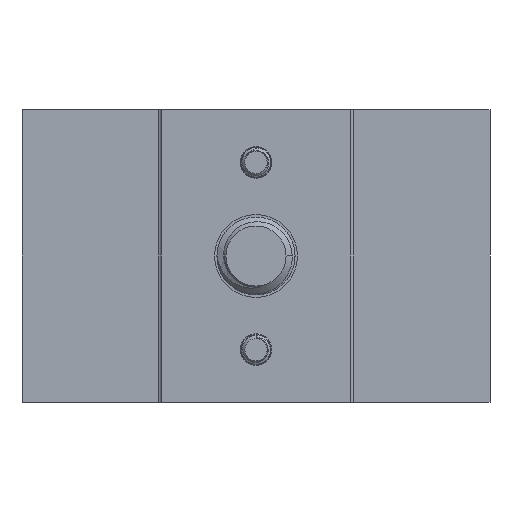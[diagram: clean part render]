
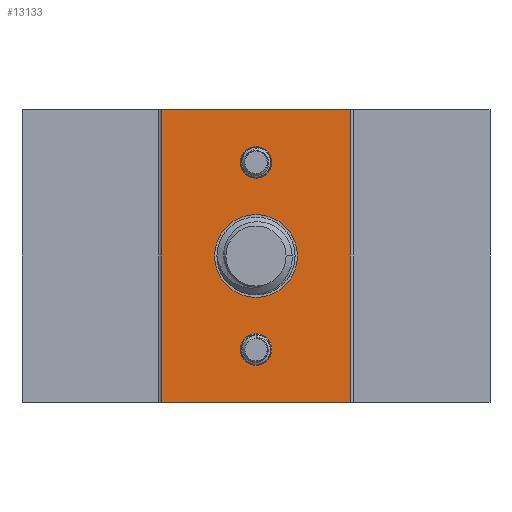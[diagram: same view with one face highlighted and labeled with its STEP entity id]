
A CAD part, front view. The second image highlights one B-rep face of the part: STEP entity #13133.
In plain terms, the highlighted planar face has unit normal (0, -1, 0).
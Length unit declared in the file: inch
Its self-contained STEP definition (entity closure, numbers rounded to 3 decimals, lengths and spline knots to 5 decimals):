
#122 = EDGE_CURVE ( 'NONE', #11611, #12555, #207, .T. ) ;
#207 = LINE ( 'NONE', #8153, #407 ) ;
#407 = VECTOR ( 'NONE', #8113, 39.37008 ) ;
#416 = VERTEX_POINT ( 'NONE', #12426 ) ;
#710 = CARTESIAN_POINT ( 'NONE',  ( 0., -1.5, 0.6 ) ) ;
#731 = VERTEX_POINT ( 'NONE', #2412 ) ;
#822 = DIRECTION ( 'NONE',  ( 0., -1., 0. ) ) ;
#1086 = VERTEX_POINT ( 'NONE', #4664 ) ;
#1254 = CARTESIAN_POINT ( 'NONE',  ( 0., -1.5, -0.6 ) ) ;
#1273 = VERTEX_POINT ( 'NONE', #12599 ) ;
#1369 = DIRECTION ( 'NONE',  ( 0., 0., -1. ) ) ;
#1830 = EDGE_CURVE ( 'NONE', #1086, #10057, #7101, .T. ) ;
#1866 = DIRECTION ( 'NONE',  ( 0., 0., 1. ) ) ;
#1918 = LINE ( 'NONE', #12347, #12034 ) ;
#2031 = AXIS2_PLACEMENT_3D ( 'NONE', #8878, #2457, #9983 ) ;
#2107 = LINE ( 'NONE', #6549, #8115 ) ;
#2248 = FACE_BOUND ( 'NONE', #6795, .T. ) ;
#2326 = CARTESIAN_POINT ( 'NONE',  ( 0., -1.5, 0.4985 ) ) ;
#2366 = DIRECTION ( 'NONE',  ( 0., 0., 1. ) ) ;
#2388 = DIRECTION ( 'NONE',  ( 0., -1., 0. ) ) ;
#2412 = CARTESIAN_POINT ( 'NONE',  ( 0.6075, -1.5, 0.9375 ) ) ;
#2438 = CARTESIAN_POINT ( 'NONE',  ( 0., -1.5, -0.4985 ) ) ;
#2457 = DIRECTION ( 'NONE',  ( 0., 1., 0. ) ) ;
#2752 = EDGE_CURVE ( 'NONE', #10057, #1086, #13816, .T. ) ;
#2777 = CARTESIAN_POINT ( 'NONE',  ( -0.6075, -1.5, 0.9375 ) ) ;
#2831 = CARTESIAN_POINT ( 'NONE',  ( 0., -1.5, 0. ) ) ;
#3069 = DIRECTION ( 'NONE',  ( 0., 0., -1. ) ) ;
#3940 = CARTESIAN_POINT ( 'NONE',  ( 0.6075, -1.5, -0.9375 ) ) ;
#4021 = CIRCLE ( 'NONE', #12165, 0.1015 ) ;
#4032 = ORIENTED_EDGE ( 'NONE', *, *, #10444, .F. ) ;
#4071 = AXIS2_PLACEMENT_3D ( 'NONE', #710, #8255, #1866 ) ;
#4191 = CIRCLE ( 'NONE', #9712, 0.1015 ) ;
#4567 = CARTESIAN_POINT ( 'NONE',  ( 0., -1.5, 0.6 ) ) ;
#4664 = CARTESIAN_POINT ( 'NONE',  ( 0., -1.5, -0.2655 ) ) ;
#4681 = CIRCLE ( 'NONE', #4071, 0.1015 ) ;
#4718 = ORIENTED_EDGE ( 'NONE', *, *, #4948, .T. ) ;
#4948 = EDGE_CURVE ( 'NONE', #416, #13170, #4191, .T. ) ;
#5145 = EDGE_CURVE ( 'NONE', #12436, #1273, #4021, .T. ) ;
#5569 = CARTESIAN_POINT ( 'NONE',  ( -1.5, -1.5, -0.9375 ) ) ;
#5646 = CARTESIAN_POINT ( 'NONE',  ( 0.6075, -1.5, 0.9375 ) ) ;
#5661 = DIRECTION ( 'NONE',  ( 0., 0., 1. ) ) ;
#6549 = CARTESIAN_POINT ( 'NONE',  ( -1.5, -1.5, -0.9375 ) ) ;
#6795 = EDGE_LOOP ( 'NONE', ( #10642, #8738 ) ) ;
#6878 = AXIS2_PLACEMENT_3D ( 'NONE', #10073, #10056, #10044 ) ;
#6941 = CIRCLE ( 'NONE', #2031, 0.1015 ) ;
#7101 = CIRCLE ( 'NONE', #6878, 0.2655 ) ;
#7202 = ORIENTED_EDGE ( 'NONE', *, *, #7652, .T. ) ;
#7333 = LINE ( 'NONE', #5646, #10265 ) ;
#7652 = EDGE_CURVE ( 'NONE', #13170, #416, #6941, .T. ) ;
#8113 = DIRECTION ( 'NONE',  ( 0., 0., -1. ) ) ;
#8115 = VECTOR ( 'NONE', #13109, 39.37008 ) ;
#8153 = CARTESIAN_POINT ( 'NONE',  ( -0.6075, -1.5, 0.9375 ) ) ;
#8181 = EDGE_LOOP ( 'NONE', ( #7202, #4718 ) ) ;
#8255 = DIRECTION ( 'NONE',  ( 0., 1., 0. ) ) ;
#8600 = VERTEX_POINT ( 'NONE', #3940 ) ;
#8615 = ORIENTED_EDGE ( 'NONE', *, *, #1830, .F. ) ;
#8738 = ORIENTED_EDGE ( 'NONE', *, *, #5145, .T. ) ;
#8780 = DIRECTION ( 'NONE',  ( 0., 1., 0. ) ) ;
#8810 = PLANE ( 'NONE',  #9277 ) ;
#8878 = CARTESIAN_POINT ( 'NONE',  ( 0., -1.5, -0.6 ) ) ;
#9003 = EDGE_CURVE ( 'NONE', #1273, #12436, #4681, .T. ) ;
#9063 = DIRECTION ( 'NONE',  ( 1., 0., 0. ) ) ;
#9277 = AXIS2_PLACEMENT_3D ( 'NONE', #5569, #2388, #9925 ) ;
#9341 = EDGE_CURVE ( 'NONE', #12555, #8600, #2107, .T. ) ;
#9712 = AXIS2_PLACEMENT_3D ( 'NONE', #1254, #8780, #2366 ) ;
#9735 = ORIENTED_EDGE ( 'NONE', *, *, #9903, .F. ) ;
#9903 = EDGE_CURVE ( 'NONE', #11611, #731, #1918, .T. ) ;
#9925 = DIRECTION ( 'NONE',  ( 1., 0., 0. ) ) ;
#9983 = DIRECTION ( 'NONE',  ( 0., 0., 1. ) ) ;
#9984 = CARTESIAN_POINT ( 'NONE',  ( -0.6075, -1.5, -0.9375 ) ) ;
#10044 = DIRECTION ( 'NONE',  ( 0., 0., -1. ) ) ;
#10056 = DIRECTION ( 'NONE',  ( 0., -1., 0. ) ) ;
#10057 = VERTEX_POINT ( 'NONE', #10423 ) ;
#10073 = CARTESIAN_POINT ( 'NONE',  ( 0., -1.5, 0. ) ) ;
#10159 = FACE_OUTER_BOUND ( 'NONE', #12018, .T. ) ;
#10265 = VECTOR ( 'NONE', #1369, 39.37008 ) ;
#10423 = CARTESIAN_POINT ( 'NONE',  ( 0., -1.5, 0.2655 ) ) ;
#10444 = EDGE_CURVE ( 'NONE', #731, #8600, #7333, .T. ) ;
#10518 = FACE_BOUND ( 'NONE', #12339, .T. ) ;
#10642 = ORIENTED_EDGE ( 'NONE', *, *, #9003, .T. ) ;
#11611 = VERTEX_POINT ( 'NONE', #2777 ) ;
#11942 = ORIENTED_EDGE ( 'NONE', *, *, #2752, .F. ) ;
#12018 = EDGE_LOOP ( 'NONE', ( #4032, #9735, #14031, #12207 ) ) ;
#12034 = VECTOR ( 'NONE', #9063, 39.37008 ) ;
#12160 = DIRECTION ( 'NONE',  ( 0., 1., 0. ) ) ;
#12165 = AXIS2_PLACEMENT_3D ( 'NONE', #4567, #12160, #5661 ) ;
#12207 = ORIENTED_EDGE ( 'NONE', *, *, #9341, .T. ) ;
#12339 = EDGE_LOOP ( 'NONE', ( #8615, #11942 ) ) ;
#12347 = CARTESIAN_POINT ( 'NONE',  ( -1.5, -1.5, 0.9375 ) ) ;
#12426 = CARTESIAN_POINT ( 'NONE',  ( 0., -1.5, -0.7015 ) ) ;
#12436 = VERTEX_POINT ( 'NONE', #2326 ) ;
#12555 = VERTEX_POINT ( 'NONE', #9984 ) ;
#12599 = CARTESIAN_POINT ( 'NONE',  ( 0., -1.5, 0.7015 ) ) ;
#13109 = DIRECTION ( 'NONE',  ( 1., 0., 0. ) ) ;
#13133 = ADVANCED_FACE ( 'NONE', ( #13416, #2248, #10518, #10159 ), #8810, .T. ) ;
#13170 = VERTEX_POINT ( 'NONE', #2438 ) ;
#13394 = AXIS2_PLACEMENT_3D ( 'NONE', #2831, #822, #3069 ) ;
#13416 = FACE_BOUND ( 'NONE', #8181, .T. ) ;
#13816 = CIRCLE ( 'NONE', #13394, 0.2655 ) ;
#14031 = ORIENTED_EDGE ( 'NONE', *, *, #122, .T. ) ;
